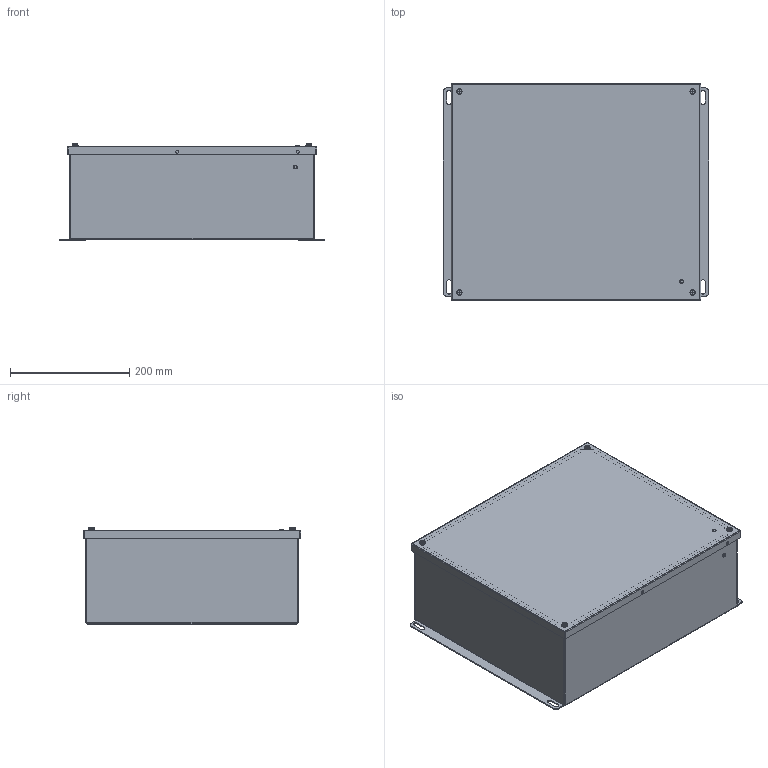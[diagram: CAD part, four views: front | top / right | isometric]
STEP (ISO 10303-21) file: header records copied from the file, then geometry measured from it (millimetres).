
FILE_DESCRIPTION (( 'STEP AP214' ), '1' );
FILE_NAME ('SCE-1614SC.STEP', '2021-01-24T17:05:06', ( '' ), ( '' ), 'SwSTEP 2.0', 'SolidWorks 2019', '' );
FILE_SCHEMA (( 'AUTOMOTIVE_DESIGN' ));
Length unit declared in the file: inch
Products named in the file (1): SCE-1614SC
Bounding box: 444.5 x 363.54 x 161.56 mm (x, y, z)
Volume: 1176101 mm3; surface area: 1473818.5 mm2
Topology: 32 solids, 32 shells, 927 faces, 2327 edges, 1304 vertices
Faces by surface type: plane 386, bspline 266, cylinder 219, cone 36, sphere 20
Full cylindrical faces by diameter (mm): 3.708 x4, 4.763 x4, 4.775 x12, 4.826 x10, 4.905 x1, 5.537 x2, 5.588 x4, 6.35 x10, 6.502 x2, 6.604 x4, 6.756 x4, 6.858 x4, 7.112 x6, 7.14 x4, 7.417 x8, 8.052 x4, 8.484 x4, 8.636 x4, 9.195 x4, 9.474 x6, 11.092 x4
Entity records: 43850 total; most frequent: CARTESIAN_POINT 13102, ORIENTED_EDGE 3732, DIRECTION 3258, EDGE_CURVE 1866, VERTEX_POINT 1228, AXIS2_PLACEMENT_3D 1212, EDGE_LOOP 1212, FACE_OUTER_BOUND 1076
